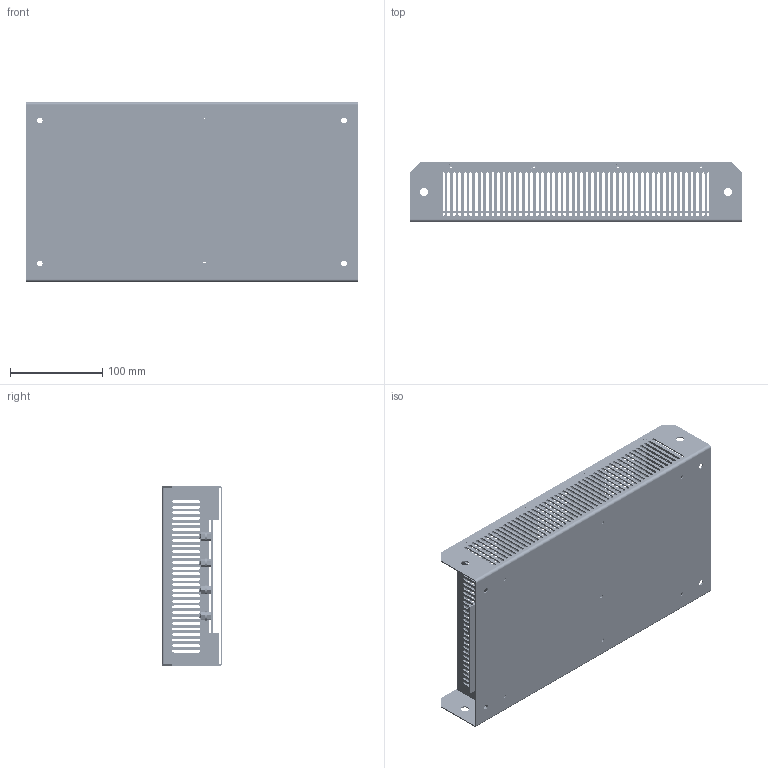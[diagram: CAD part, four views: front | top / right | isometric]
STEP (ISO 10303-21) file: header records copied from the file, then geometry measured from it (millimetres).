
FILE_DESCRIPTION (( 'STEP AP214' ), '1' );
FILE_NAME ('MIF330B r1.STEP', '2020-03-02T21:04:06', ( '' ), ( '' ), 'SwSTEP 2.0', 'SolidWorks 2017', '' );
FILE_SCHEMA (( 'AUTOMOTIVE_DESIGN' ));
Length unit declared in the file: inch
Products named in the file (1): MIF330B r1
Bounding box: 360.17 x 65.05 x 195 mm (x, y, z)
Volume: 348099.7 mm3; surface area: 499640.4 mm2
Topology: 51 solids, 51 shells, 4463 faces, 11692 edges, 7385 vertices
Faces by surface type: cylinder 1604, plane 1371, cone 1355, bspline 101, torus 32
Entity records: 146566 total; most frequent: CARTESIAN_POINT 31790, DIRECTION 24566, ORIENTED_EDGE 23384, EDGE_CURVE 11692, AXIS2_PLACEMENT_3D 9315, VERTEX_POINT 7385, VECTOR 5936, LINE 5936
